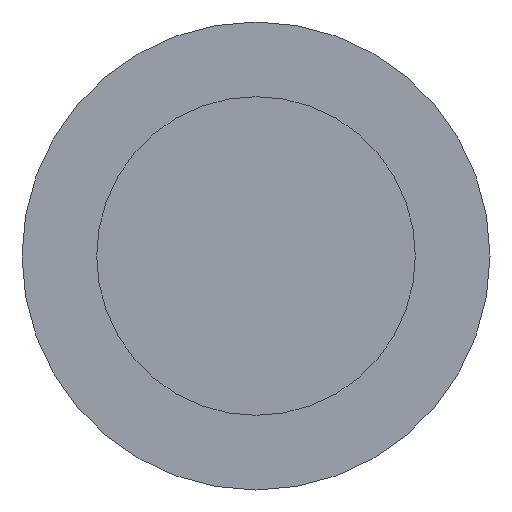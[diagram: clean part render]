
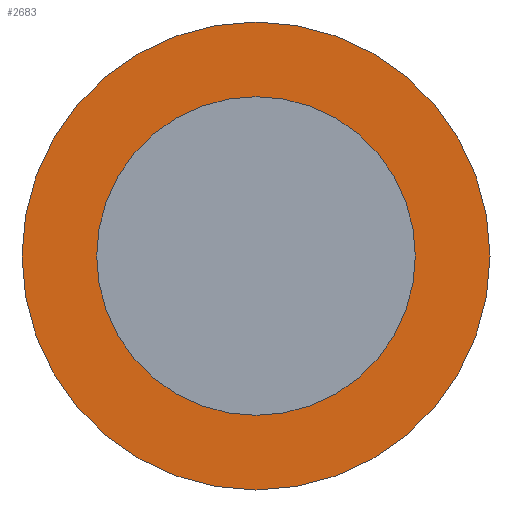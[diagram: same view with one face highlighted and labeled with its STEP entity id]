
A CAD part, left-side view. The second image highlights one B-rep face of the part: STEP entity #2683.
In plain terms, the highlighted planar face has unit normal (-1, 0, 0).
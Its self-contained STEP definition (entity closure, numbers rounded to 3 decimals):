
#345 = CARTESIAN_POINT ( 'NONE',  ( 0., 0., 0. ) ) ;
#346 = DIRECTION ( 'NONE',  ( -1., 0., 0. ) ) ;
#347 = DIRECTION ( 'NONE',  ( 0., 0., 1. ) ) ;
#350 = CARTESIAN_POINT ( 'NONE',  ( 0., 0., 0. ) ) ;
#351 = DIRECTION ( 'NONE',  ( -1., 0., 0. ) ) ;
#352 = DIRECTION ( 'NONE',  ( 0., 0., 1. ) ) ;
#1039 = CIRCLE ( 'NONE', #1043, 139.5 ) ;
#1043 = AXIS2_PLACEMENT_3D ( 'NONE', #2163, #2164, #2165 ) ;
#1045 = CIRCLE ( 'NONE', #1049, 95. ) ;
#1049 = AXIS2_PLACEMENT_3D ( 'NONE', #2177, #2178, #2179 ) ;
#1072 = CIRCLE ( 'NONE', #1075, 95. ) ;
#1074 = CIRCLE ( 'NONE', #1077, 139.5 ) ;
#1075 = AXIS2_PLACEMENT_3D ( 'NONE', #345, #346, #347 ) ;
#1077 = AXIS2_PLACEMENT_3D ( 'NONE', #350, #351, #352 ) ;
#1331 = DIRECTION ( 'NONE',  ( 1., 0., 0. ) ) ;
#1333 = CARTESIAN_POINT ( 'NONE',  ( 0., 95., 0. ) ) ;
#1334 = FACE_BOUND ( 'NONE', #4575, .T. ) ;
#1336 = FACE_OUTER_BOUND ( 'NONE', #4580, .T. ) ;
#1337 = PLANE ( 'NONE',  #5363 ) ;
#1339 = DIRECTION ( 'NONE',  ( 0., 0., -1. ) ) ;
#2163 = CARTESIAN_POINT ( 'NONE',  ( 0., 0., 0. ) ) ;
#2164 = DIRECTION ( 'NONE',  ( -1., 0., 0. ) ) ;
#2165 = DIRECTION ( 'NONE',  ( 0., 0., 1. ) ) ;
#2177 = CARTESIAN_POINT ( 'NONE',  ( 0., 0., 0. ) ) ;
#2178 = DIRECTION ( 'NONE',  ( -1., 0., 0. ) ) ;
#2179 = DIRECTION ( 'NONE',  ( 0., 0., 1. ) ) ;
#2444 = VERTEX_POINT ( 'NONE', #4474 ) ;
#2447 = VERTEX_POINT ( 'NONE', #4470 ) ;
#2448 = VERTEX_POINT ( 'NONE', #4469 ) ;
#2452 = VERTEX_POINT ( 'NONE', #4464 ) ;
#2683 = ADVANCED_FACE ( 'NONE', ( #1334, #1336 ), #1337, .F. ) ;
#2769 = EDGE_CURVE ( 'NONE', #2452, #2444, #1039, .T. ) ;
#2773 = EDGE_CURVE ( 'NONE', #2448, #2447, #1045, .T. ) ;
#2840 = EDGE_CURVE ( 'NONE', #2447, #2448, #1072, .T. ) ;
#2841 = EDGE_CURVE ( 'NONE', #2444, #2452, #1074, .T. ) ;
#4464 = CARTESIAN_POINT ( 'NONE',  ( 0., 0., 139.5 ) ) ;
#4469 = CARTESIAN_POINT ( 'NONE',  ( 0., 0., -95. ) ) ;
#4470 = CARTESIAN_POINT ( 'NONE',  ( 0., 0., 95. ) ) ;
#4474 = CARTESIAN_POINT ( 'NONE',  ( 0., 0., -139.5 ) ) ;
#4575 = EDGE_LOOP ( 'NONE', ( #4719, #4718 ) ) ;
#4580 = EDGE_LOOP ( 'NONE', ( #4717, #4716 ) ) ;
#4716 = ORIENTED_EDGE ( 'NONE', *, *, #2841, .T. ) ;
#4717 = ORIENTED_EDGE ( 'NONE', *, *, #2769, .T. ) ;
#4718 = ORIENTED_EDGE ( 'NONE', *, *, #2773, .F. ) ;
#4719 = ORIENTED_EDGE ( 'NONE', *, *, #2840, .F. ) ;
#5363 = AXIS2_PLACEMENT_3D ( 'NONE', #1333, #1331, #1339 ) ;
